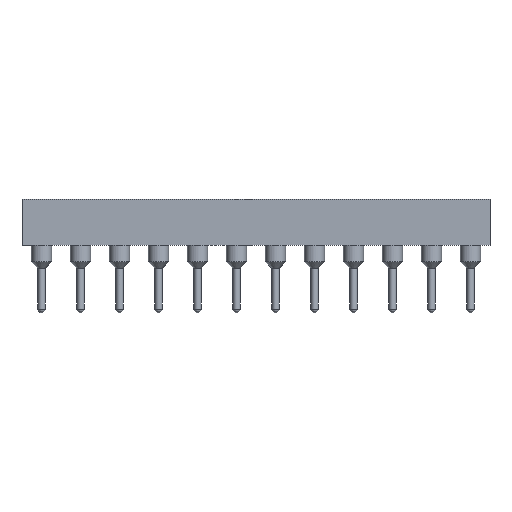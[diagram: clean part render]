
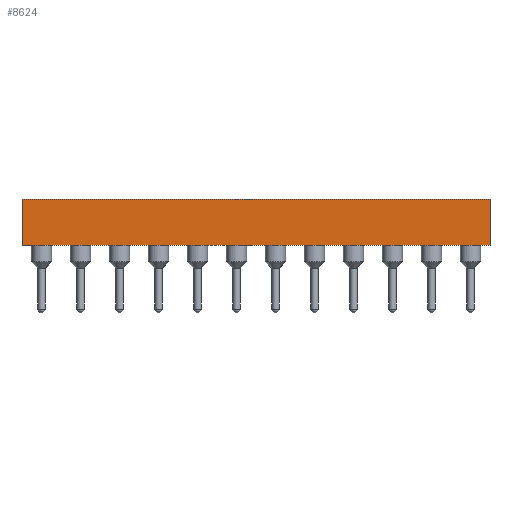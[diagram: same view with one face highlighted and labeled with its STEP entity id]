
A CAD part, front view. The second image highlights one B-rep face of the part: STEP entity #8624.
In plain terms, the highlighted planar face has unit normal (0, -1, 0).
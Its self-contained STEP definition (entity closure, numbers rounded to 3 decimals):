
#8624=ADVANCED_FACE('',(#16179),#16181,.T.);
#16179=FACE_BOUND('',#16180,.T.);
#16180=EDGE_LOOP('',(#20307,#20308,#20309,#20310));
#16181=PLANE('',#16182);
#16182=AXIS2_PLACEMENT_3D('',#16183,#16184,#16185);
#16183=CARTESIAN_POINT('',(1.27,-1.27,1.5));
#16184=DIRECTION('',(0.,-1.,0.));
#16185=DIRECTION('',(0.,0.,1.));
#20307=ORIENTED_EDGE('',*,*,#22197,.F.);
#20308=ORIENTED_EDGE('',*,*,#22150,.F.);
#20309=ORIENTED_EDGE('',*,*,#22191,.T.);
#20310=ORIENTED_EDGE('',*,*,#22212,.T.);
#22150=EDGE_CURVE('',#25026,#25028,#25029,.T.);
#22191=EDGE_CURVE('',#25026,#25107,#25109,.T.);
#22197=EDGE_CURVE('',#25028,#25111,#25119,.T.);
#22212=EDGE_CURVE('',#25107,#25111,#25138,.T.);
#25026=VERTEX_POINT('',#35684);
#25028=VERTEX_POINT('',#35688);
#25029=LINE('',#35689,#35690);
#25107=VERTEX_POINT('',#35872);
#25109=LINE('',#35876,#35877);
#25111=VERTEX_POINT('',#35882);
#25119=LINE('',#35898,#35899);
#25138=LINE('',#35948,#35949);
#35684=CARTESIAN_POINT('',(29.21,-1.27,1.5));
#35688=CARTESIAN_POINT('',(-1.27,-1.27,1.5));
#35689=CARTESIAN_POINT('',(29.21,-1.27,1.5));
#35690=VECTOR('',#35691,1.);
#35691=DIRECTION('',(-1.,0.,0.));
#35872=CARTESIAN_POINT('',(29.21,-1.27,4.5));
#35876=CARTESIAN_POINT('',(29.21,-1.27,1.5));
#35877=VECTOR('',#35878,1.);
#35878=DIRECTION('',(0.,0.,1.));
#35882=CARTESIAN_POINT('',(-1.27,-1.27,4.5));
#35898=CARTESIAN_POINT('',(-1.27,-1.27,1.5));
#35899=VECTOR('',#35900,1.);
#35900=DIRECTION('',(0.,0.,1.));
#35948=CARTESIAN_POINT('',(29.21,-1.27,4.5));
#35949=VECTOR('',#35950,1.);
#35950=DIRECTION('',(-1.,0.,0.));
